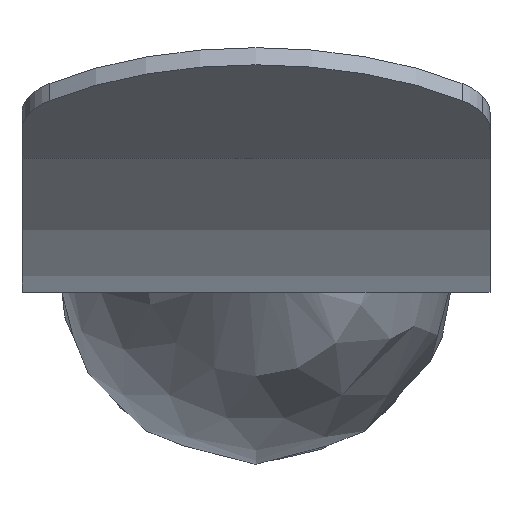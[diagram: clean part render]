
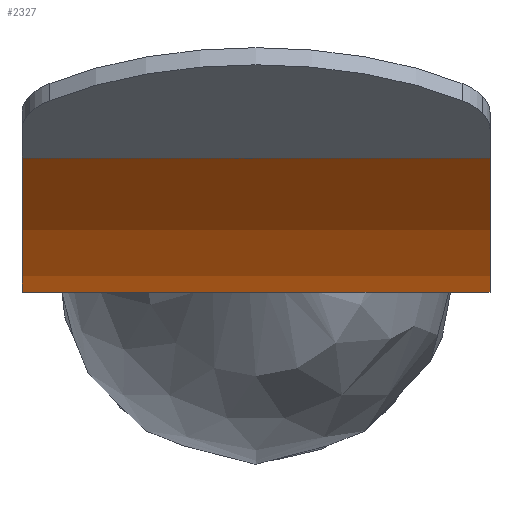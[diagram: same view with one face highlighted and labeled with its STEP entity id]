
A CAD part, front view. The second image highlights one B-rep face of the part: STEP entity #2327.
In plain terms, the highlighted cylindrical face has radius 89.715 mm (diameter 179.43 mm), a partial arc.
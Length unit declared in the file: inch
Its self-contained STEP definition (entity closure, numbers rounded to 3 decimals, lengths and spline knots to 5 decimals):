
#2252=CARTESIAN_POINT('',(0.75,-6.36788,0.0088));
#2253=VERTEX_POINT('',#2252);
#2260=CARTESIAN_POINT('',(-0.75,-6.36788,0.0088));
#2261=VERTEX_POINT('',#2260);
#2262=CARTESIAN_POINT('',(0.75,-6.36788,0.0088));
#2263=DIRECTION('',(-1.0,0.0,0.0));
#2264=VECTOR('',#2263,1.5);
#2265=LINE('',#2262,#2264);
#2266=EDGE_CURVE('',#2253,#2261,#2265,.T.);
#2295=CARTESIAN_POINT('',(-0.2,-6.31833,3.54055));
#2296=DIRECTION('',(-1.0,0.0,0.0));
#2297=DIRECTION('',(0.0,0.014,1.));
#2298=AXIS2_PLACEMENT_3D('',#2295,#2296,#2297);
#2299=CYLINDRICAL_SURFACE('',#2298,3.53209);
#2300=CARTESIAN_POINT('',(-0.75,-8.00955,0.43967));
#2301=VERTEX_POINT('',#2300);
#2302=CARTESIAN_POINT('',(-0.75,-6.31833,3.54055));
#2303=DIRECTION('',(-1.0,0.0,0.0));
#2304=DIRECTION('',(0.0,0.014,1.));
#2305=AXIS2_PLACEMENT_3D('',#2302,#2303,#2304);
#2306=CIRCLE('',#2305,3.53209);
#2307=EDGE_CURVE('',#2261,#2301,#2306,.T.);
#2308=ORIENTED_EDGE('',*,*,#2307,.F.);
#2309=ORIENTED_EDGE('',*,*,#2266,.F.);
#2310=CARTESIAN_POINT('',(0.75,-8.00955,0.43967));
#2311=VERTEX_POINT('',#2310);
#2312=CARTESIAN_POINT('',(0.75,-6.31833,3.54055));
#2313=DIRECTION('',(1.0,0.0,0.0));
#2314=DIRECTION('',(0.0,0.014,1.));
#2315=AXIS2_PLACEMENT_3D('',#2312,#2313,#2314);
#2316=CIRCLE('',#2315,3.53209);
#2317=EDGE_CURVE('',#2311,#2253,#2316,.T.);
#2318=ORIENTED_EDGE('',*,*,#2317,.F.);
#2319=CARTESIAN_POINT('',(0.75,-8.00955,0.43967));
#2320=DIRECTION('',(-1.0,0.0,0.0));
#2321=VECTOR('',#2320,1.5);
#2322=LINE('',#2319,#2321);
#2323=EDGE_CURVE('',#2311,#2301,#2322,.T.);
#2324=ORIENTED_EDGE('',*,*,#2323,.T.);
#2325=EDGE_LOOP('',(#2308,#2309,#2318,#2324));
#2326=FACE_OUTER_BOUND('',#2325,.T.);
#2327=ADVANCED_FACE('',(#2326),#2299,.T.);
